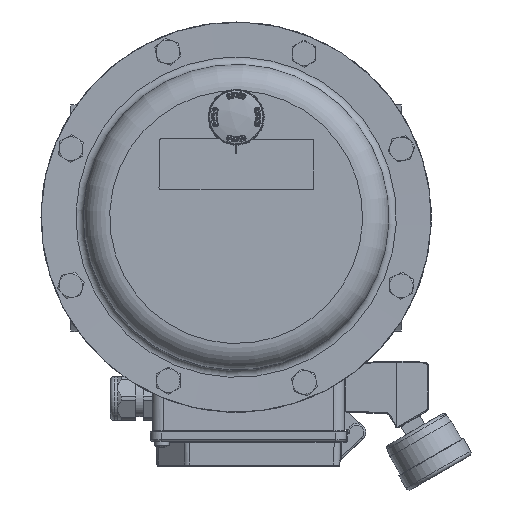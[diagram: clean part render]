
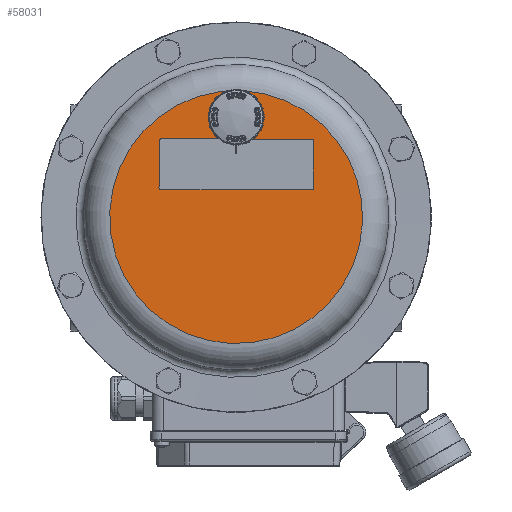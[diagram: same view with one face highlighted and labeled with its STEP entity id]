
A CAD part, top view. The second image highlights one B-rep face of the part: STEP entity #58031.
In plain terms, the highlighted planar face has unit normal (0, 0, 1).
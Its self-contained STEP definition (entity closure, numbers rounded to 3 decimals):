
#2794=FACE_BOUND('',#16153,.T.);
#2795=FACE_BOUND('',#16154,.T.);
#5102=LINE('',#115691,#8355);
#5106=LINE('',#115700,#8359);
#5109=LINE('',#115708,#8362);
#5112=LINE('',#115716,#8365);
#8355=VECTOR('',#74473,1000.);
#8359=VECTOR('',#74483,1000.);
#8362=VECTOR('',#74492,1000.);
#8365=VECTOR('',#74501,1000.);
#10214=PLANE('',#62898);
#12729=FACE_OUTER_BOUND('',#16152,.T.);
#16152=EDGE_LOOP('',(#46731));
#16153=EDGE_LOOP('',(#46732,#46733,#46734,#46735,#46736,#46737,#46738,#46739));
#16154=EDGE_LOOP('',(#46740,#46741));
#20349=CIRCLE('',#62182,10.35);
#20419=CIRCLE('',#62279,69.65);
#20672=CIRCLE('',#62840,1.);
#20673=CIRCLE('',#62843,1.);
#20674=CIRCLE('',#62846,1.);
#20675=CIRCLE('',#62849,1.);
#20676=CIRCLE('',#62899,10.35);
#24648=VERTEX_POINT('',#112345);
#24649=VERTEX_POINT('',#112346);
#24735=VERTEX_POINT('',#112930);
#25217=VERTEX_POINT('',#115689);
#25218=VERTEX_POINT('',#115690);
#25219=VERTEX_POINT('',#115695);
#25220=VERTEX_POINT('',#115699);
#25221=VERTEX_POINT('',#115703);
#25222=VERTEX_POINT('',#115707);
#25223=VERTEX_POINT('',#115711);
#25224=VERTEX_POINT('',#115715);
#31663=EDGE_CURVE('',#24648,#24649,#20349,.T.);
#31780=EDGE_CURVE('',#24735,#24735,#20419,.T.);
#32554=EDGE_CURVE('',#25217,#25218,#5102,.T.);
#32557=EDGE_CURVE('',#25218,#25219,#20672,.T.);
#32559=EDGE_CURVE('',#25219,#25220,#5106,.T.);
#32561=EDGE_CURVE('',#25220,#25221,#20673,.T.);
#32563=EDGE_CURVE('',#25221,#25222,#5109,.T.);
#32565=EDGE_CURVE('',#25222,#25223,#20674,.T.);
#32567=EDGE_CURVE('',#25223,#25224,#5112,.T.);
#32569=EDGE_CURVE('',#25224,#25217,#20675,.T.);
#32642=EDGE_CURVE('',#24649,#24648,#20676,.T.);
#46731=ORIENTED_EDGE('',*,*,#31780,.F.);
#46732=ORIENTED_EDGE('',*,*,#32569,.F.);
#46733=ORIENTED_EDGE('',*,*,#32567,.F.);
#46734=ORIENTED_EDGE('',*,*,#32565,.F.);
#46735=ORIENTED_EDGE('',*,*,#32563,.F.);
#46736=ORIENTED_EDGE('',*,*,#32561,.F.);
#46737=ORIENTED_EDGE('',*,*,#32559,.F.);
#46738=ORIENTED_EDGE('',*,*,#32557,.F.);
#46739=ORIENTED_EDGE('',*,*,#32554,.F.);
#46740=ORIENTED_EDGE('',*,*,#32642,.T.);
#46741=ORIENTED_EDGE('',*,*,#31663,.T.);
#58031=ADVANCED_FACE('',(#12729,#2794,#2795),#10214,.F.);
#62182=AXIS2_PLACEMENT_3D('',#112347,#72916,#72917);
#62279=AXIS2_PLACEMENT_3D('',#112932,#73136,#73137);
#62840=AXIS2_PLACEMENT_3D('',#115696,#74478,#74479);
#62843=AXIS2_PLACEMENT_3D('',#115704,#74487,#74488);
#62846=AXIS2_PLACEMENT_3D('',#115712,#74496,#74497);
#62849=AXIS2_PLACEMENT_3D('',#115719,#74505,#74506);
#62898=AXIS2_PLACEMENT_3D('',#115864,#74675,#74676);
#62899=AXIS2_PLACEMENT_3D('',#115865,#74677,#74678);
#72916=DIRECTION('center_axis',(0.,0.,
-1.));
#72917=DIRECTION('ref_axis',(-0.924,0.383,0.));
#73136=DIRECTION('center_axis',(0.,0.,
-1.));
#73137=DIRECTION('ref_axis',(-0.924,0.383,0.));
#74473=DIRECTION('',(0.001,1.,0.));
#74478=DIRECTION('center_axis',(0.,0.,
1.));
#74479=DIRECTION('ref_axis',(-0.001,-1.,0.));
#74483=DIRECTION('',(-1.,0.001,0.));
#74487=DIRECTION('center_axis',(0.,0.,
1.));
#74488=DIRECTION('ref_axis',(-0.001,-1.,0.));
#74492=DIRECTION('',(-0.001,-1.,0.));
#74496=DIRECTION('center_axis',(0.,0.,
1.));
#74497=DIRECTION('ref_axis',(-0.001,-1.,0.));
#74501=DIRECTION('',(1.,-0.001,0.));
#74505=DIRECTION('center_axis',(0.,0.,
1.));
#74506=DIRECTION('ref_axis',(-0.001,-1.,0.));
#74675=DIRECTION('center_axis',(0.,0.,
-1.));
#74676=DIRECTION('ref_axis',(-0.924,0.383,0.));
#74677=DIRECTION('center_axis',(0.,0.,
-1.));
#74678=DIRECTION('ref_axis',(-0.924,0.383,0.));
#112345=CARTESIAN_POINT('',(0.048,65.35,300.));
#112346=CARTESIAN_POINT('',(0.032,44.65,300.));
#112347=CARTESIAN_POINT('Origin',(0.04,55.,300.));
#112930=CARTESIAN_POINT('',(64.329,-26.701,300.));
#112932=CARTESIAN_POINT('Origin',(0.,0.,
300.));
#115689=CARTESIAN_POINT('',(42.512,15.969,300.));
#115690=CARTESIAN_POINT('',(42.531,41.969,300.));
#115691=CARTESIAN_POINT('',(42.512,15.969,300.));
#115695=CARTESIAN_POINT('',(41.531,42.97,300.));
#115696=CARTESIAN_POINT('Origin',(41.531,41.97,300.));
#115699=CARTESIAN_POINT('',(-41.469,43.03,300.));
#115700=CARTESIAN_POINT('',(41.531,42.97,300.));
#115703=CARTESIAN_POINT('',(-42.469,42.031,300.));
#115704=CARTESIAN_POINT('Origin',(-41.469,42.03,300.));
#115707=CARTESIAN_POINT('',(-42.488,16.031,300.));
#115708=CARTESIAN_POINT('',(-42.488,16.031,300.));
#115711=CARTESIAN_POINT('',(-41.489,15.03,300.));
#115712=CARTESIAN_POINT('Origin',(-41.488,16.03,300.));
#115715=CARTESIAN_POINT('',(41.511,14.97,300.));
#115716=CARTESIAN_POINT('',(41.511,14.97,300.));
#115719=CARTESIAN_POINT('Origin',(41.512,15.97,300.));
#115864=CARTESIAN_POINT('Origin',(0.,0.,
300.));
#115865=CARTESIAN_POINT('Origin',(0.04,55.,300.));
